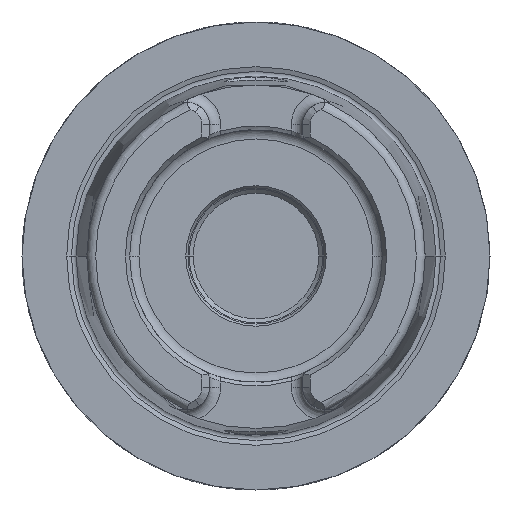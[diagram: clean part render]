
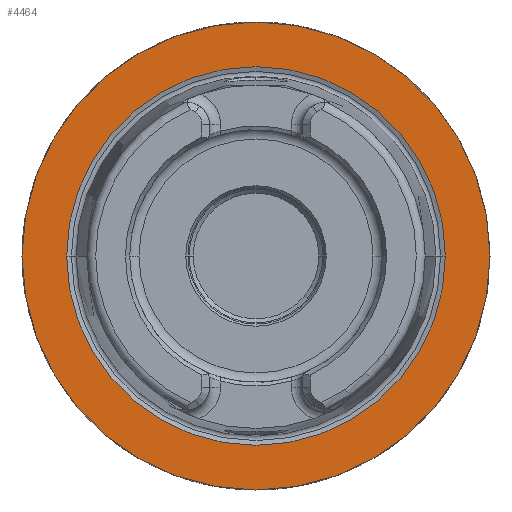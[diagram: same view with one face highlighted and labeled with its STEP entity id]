
A CAD part, left-side view. The second image highlights one B-rep face of the part: STEP entity #4464.
In plain terms, the highlighted planar face has unit normal (-1, 0, 0).
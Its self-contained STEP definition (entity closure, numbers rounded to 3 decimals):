
#1068=CARTESIAN_POINT('',(0.,0.,0.));
#1069=DIRECTION('',(1.,0.,0.));
#1070=DIRECTION('',(0.,1.,0.));
#1071=AXIS2_PLACEMENT_3D('',#1068,#1069,#1070);
#1073=CARTESIAN_POINT('',(0.,0.,0.));
#1074=DIRECTION('',(-1.,0.,0.));
#1075=DIRECTION('',(0.,1.,0.));
#1076=AXIS2_PLACEMENT_3D('',#1073,#1074,#1075);
#1078=CARTESIAN_POINT('',(0.,0.,0.));
#1079=DIRECTION('',(-1.,0.,0.));
#1080=DIRECTION('',(0.,-1.,0.));
#1081=AXIS2_PLACEMENT_3D('',#1078,#1079,#1080);
#1083=CARTESIAN_POINT('',(0.,0.,0.));
#1084=DIRECTION('',(-1.,0.,0.));
#1085=DIRECTION('',(0.,1.,0.));
#1086=AXIS2_PLACEMENT_3D('',#1083,#1084,#1085);
#2717=CARTESIAN_POINT('',(0.,31.5,0.));
#2718=CARTESIAN_POINT('',(0.,-31.5,0.));
#2719=VERTEX_POINT('',#2717);
#2720=VERTEX_POINT('',#2718);
#2745=CARTESIAN_POINT('',(0.,-25.49,0.));
#2746=VERTEX_POINT('',#2745);
#2747=CARTESIAN_POINT('',(0.,25.49,0.));
#2748=VERTEX_POINT('',#2747);
#4449=CARTESIAN_POINT('',(0.,0.,0.));
#4450=DIRECTION('',(1.,0.,0.));
#4451=DIRECTION('',(0.,-1.,0.));
#4452=AXIS2_PLACEMENT_3D('',#4449,#4450,#4451);
#4453=PLANE('',#4452);
#4455=ORIENTED_EDGE('',*,*,#4454,.T.);
#4457=ORIENTED_EDGE('',*,*,#4456,.F.);
#4458=EDGE_LOOP('',(#4455,#4457));
#4459=FACE_OUTER_BOUND('',#4458,.F.);
#4460=ORIENTED_EDGE('',*,*,#4444,.T.);
#4461=ORIENTED_EDGE('',*,*,#4428,.T.);
#4462=EDGE_LOOP('',(#4460,#4461));
#4463=FACE_BOUND('',#4462,.F.);
#4464=ADVANCED_FACE('',(#4459,#4463),#4453,.F.);
#1072=CIRCLE('',#1071,31.5);
#1077=CIRCLE('',#1076,31.5);
#1082=CIRCLE('',#1081,25.49);
#1087=CIRCLE('',#1086,25.49);
#4428=EDGE_CURVE('',#2748,#2746,#1087,.T.);
#4444=EDGE_CURVE('',#2746,#2748,#1082,.T.);
#4454=EDGE_CURVE('',#2719,#2720,#1072,.T.);
#4456=EDGE_CURVE('',#2719,#2720,#1077,.T.);
